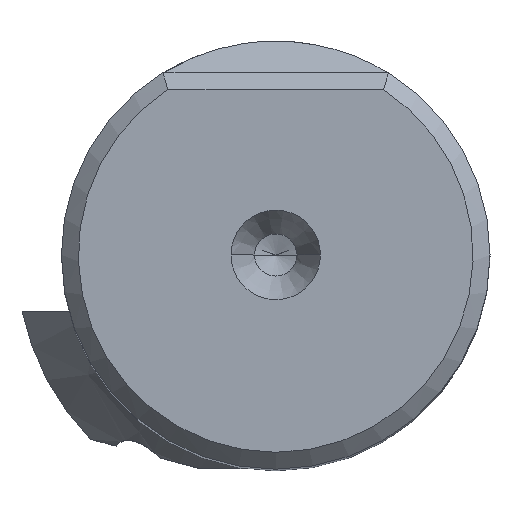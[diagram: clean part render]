
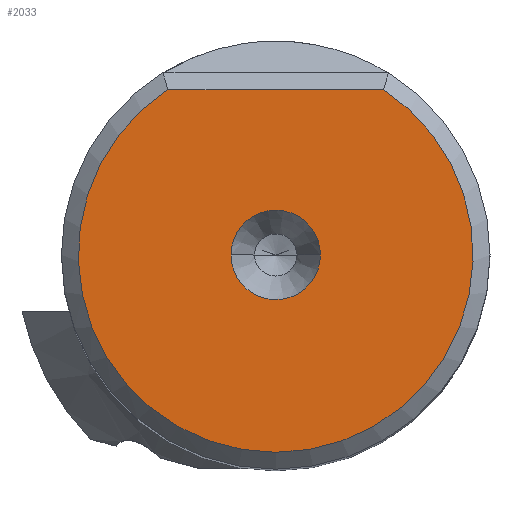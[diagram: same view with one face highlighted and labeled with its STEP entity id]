
A CAD part, top view. The second image highlights one B-rep face of the part: STEP entity #2033.
In plain terms, the highlighted planar face has unit normal (0, 0, 1).
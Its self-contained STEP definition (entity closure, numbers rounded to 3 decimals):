
#173=CARTESIAN_POINT('',(6.391,9.8,0.));
#202=DIRECTION('',(1.,0.,0.));
#203=VECTOR('',#202,12.783);
#204=CARTESIAN_POINT('',(-6.391,9.8,0.));
#205=LINE('',#204,#203);
#216=CARTESIAN_POINT('',(0.,0.,0.));
#217=DIRECTION('',(0.,0.,1.));
#218=DIRECTION('',(-0.546,0.838,0.));
#219=AXIS2_PLACEMENT_3D('',#216,#217,#218);
#224=CARTESIAN_POINT('',(0.,0.,0.));
#225=DIRECTION('',(0.,0.,1.));
#226=DIRECTION('',(0.,-1.,0.));
#227=AXIS2_PLACEMENT_3D('',#224,#225,#226);
#232=CARTESIAN_POINT('',(0.,0.,0.));
#233=DIRECTION('',(0.,0.,-1.));
#234=DIRECTION('',(1.,0.,0.));
#235=AXIS2_PLACEMENT_3D('',#232,#233,#234);
#240=CARTESIAN_POINT('',(0.,0.,0.));
#241=DIRECTION('',(0.,0.,-1.));
#242=DIRECTION('',(-1.,0.,0.));
#243=AXIS2_PLACEMENT_3D('',#240,#241,#242);
#1755=VERTEX_POINT('',#173);
#1756=CARTESIAN_POINT('',(0.,-11.7,0.));
#1757=VERTEX_POINT('',#1756);
#1758=CARTESIAN_POINT('',(-6.391,9.8,0.));
#1759=VERTEX_POINT('',#1758);
#1915=CARTESIAN_POINT('',(2.65,0.,0.));
#1916=CARTESIAN_POINT('',(-2.65,0.,0.));
#1917=VERTEX_POINT('',#1915);
#1918=VERTEX_POINT('',#1916);
#2017=CARTESIAN_POINT('',(0.,-0.95,0.));
#2018=DIRECTION('',(0.,0.,1.));
#2019=DIRECTION('',(1.,0.,0.));
#2020=AXIS2_PLACEMENT_3D('',#2017,#2018,#2019);
#2021=PLANE('',#2020);
#2022=ORIENTED_EDGE('',*,*,#1991,.F.);
#2023=ORIENTED_EDGE('',*,*,#2008,.T.);
#2024=ORIENTED_EDGE('',*,*,#1993,.F.);
#2025=EDGE_LOOP('',(#2022,#2023,#2024));
#2026=FACE_OUTER_BOUND('',#2025,.F.);
#2028=ORIENTED_EDGE('',*,*,#2027,.F.);
#2030=ORIENTED_EDGE('',*,*,#2029,.F.);
#2031=EDGE_LOOP('',(#2028,#2030));
#2032=FACE_BOUND('',#2031,.F.);
#220=CIRCLE('',#219,11.7);
#228=CIRCLE('',#227,11.7);
#236=CIRCLE('',#235,2.65);
#244=CIRCLE('',#243,2.65);
#1991=EDGE_CURVE('',#1759,#1757,#220,.T.);
#1993=EDGE_CURVE('',#1757,#1755,#228,.T.);
#2008=EDGE_CURVE('',#1759,#1755,#205,.T.);
#2027=EDGE_CURVE('',#1917,#1918,#236,.T.);
#2029=EDGE_CURVE('',#1918,#1917,#244,.T.);
#2033=ADVANCED_FACE('',(#2026,#2032),#2021,.T.);
